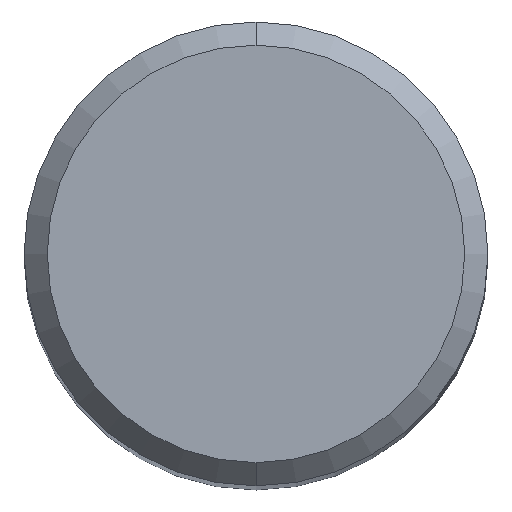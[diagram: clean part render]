
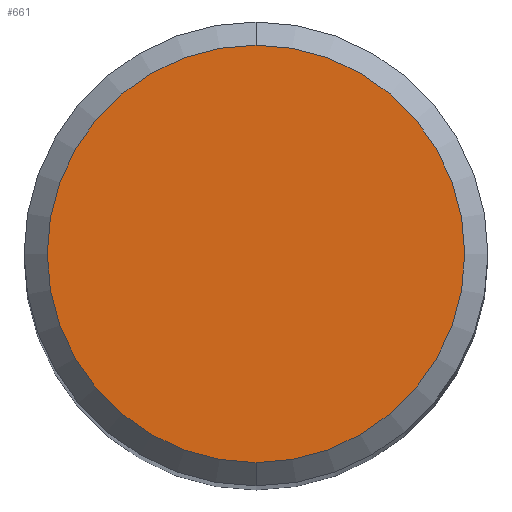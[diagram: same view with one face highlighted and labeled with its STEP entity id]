
A CAD part, top view. The second image highlights one B-rep face of the part: STEP entity #661.
In plain terms, the highlighted planar face has unit normal (0, 0, 1).
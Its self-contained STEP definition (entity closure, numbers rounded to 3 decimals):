
#529=EDGE_CURVE('',#799,#1037,#1256,.T.);
#661=ADVANCED_FACE('',(#1398),#1399,.T.);
#799=VERTEX_POINT('',#1550);
#845=EDGE_CURVE('',#1037,#799,#1601,.T.);
#1037=VERTEX_POINT('',#1813);
#1256=CIRCLE('',#2554,3.6);
#1398=FACE_OUTER_BOUND('',#3171,.T.);
#1399=PLANE('',#3172);
#1550=CARTESIAN_POINT('',(0.0,3.6,0.0));
#1601=CIRCLE('',#4343,3.6);
#1813=CARTESIAN_POINT('',(0.,-3.6,0.0));
#2554=AXIS2_PLACEMENT_3D('',#6807,#6808,#6809);
#3171=EDGE_LOOP('',(#6929,#6930));
#3172=AXIS2_PLACEMENT_3D('',#6931,#6932,#6933);
#4343=AXIS2_PLACEMENT_3D('',#7168,#7169,#7170);
#6807=CARTESIAN_POINT('',(0.0,0.0,0.0));
#6808=DIRECTION('',(0.0,0.0,-1.0));
#6809=DIRECTION('',(0.0,1.0,0.0));
#6929=ORIENTED_EDGE('',*,*,#529,.F.);
#6930=ORIENTED_EDGE('',*,*,#845,.F.);
#6931=CARTESIAN_POINT('',(0.0,1.8,0.0));
#6932=DIRECTION('',(-0.0,0.0,1.0));
#6933=DIRECTION('',(0.0,-1.0,0.0));
#7168=CARTESIAN_POINT('',(0.0,0.0,0.0));
#7169=DIRECTION('',(0.0,0.0,-1.0));
#7170=DIRECTION('',(0.0,1.0,0.0));
